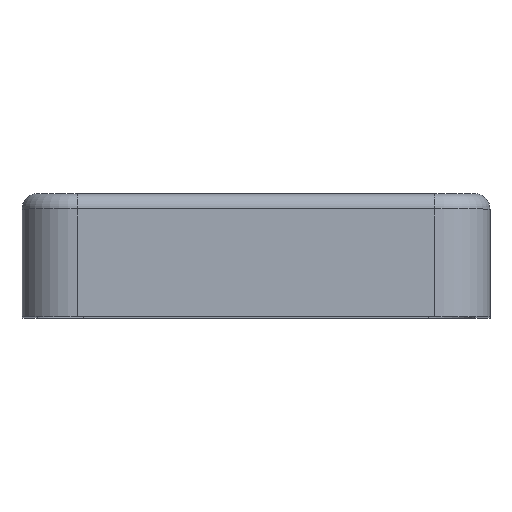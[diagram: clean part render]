
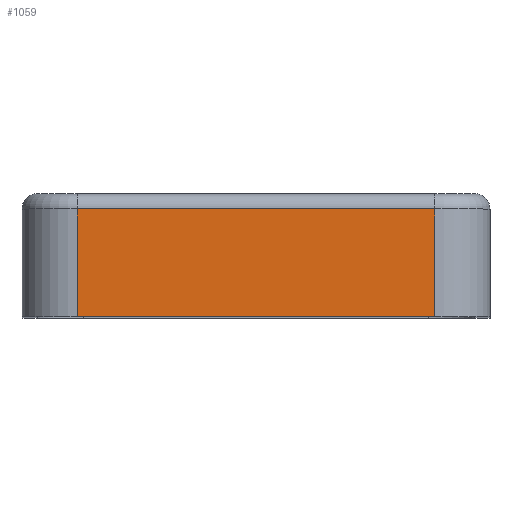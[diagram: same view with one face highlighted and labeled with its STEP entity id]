
A CAD part, top view. The second image highlights one B-rep face of the part: STEP entity #1059.
In plain terms, the highlighted planar face has unit normal (0, 0, 1).
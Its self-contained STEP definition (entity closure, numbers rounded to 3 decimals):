
#70=PLANE('',#1165);
#120=FACE_OUTER_BOUND('',#183,.T.);
#183=EDGE_LOOP('',(#928,#929,#930,#931));
#261=LINE('',#2506,#349);
#266=LINE('',#2526,#354);
#267=LINE('',#2530,#355);
#268=LINE('',#2531,#356);
#349=VECTOR('',#1390,10.);
#354=VECTOR('',#1407,10.);
#355=VECTOR('',#1412,10.);
#356=VECTOR('',#1413,10.);
#505=VERTEX_POINT('',#2503);
#506=VERTEX_POINT('',#2505);
#515=VERTEX_POINT('',#2525);
#516=VERTEX_POINT('',#2529);
#647=EDGE_CURVE('',#505,#506,#261,.T.);
#657=EDGE_CURVE('',#506,#515,#266,.T.);
#659=EDGE_CURVE('',#516,#505,#267,.T.);
#660=EDGE_CURVE('',#516,#515,#268,.T.);
#928=ORIENTED_EDGE('',*,*,#657,.F.);
#929=ORIENTED_EDGE('',*,*,#647,.F.);
#930=ORIENTED_EDGE('',*,*,#659,.F.);
#931=ORIENTED_EDGE('',*,*,#660,.T.);
#1059=ADVANCED_FACE('',(#120),#70,.T.);
#1165=AXIS2_PLACEMENT_3D('',#2528,#1410,#1411);
#1390=DIRECTION('',(-1.,0.,0.));
#1407=DIRECTION('',(0.,1.,0.));
#1410=DIRECTION('center_axis',(0.,0.,1.));
#1411=DIRECTION('ref_axis',(-1.,0.,0.));
#1412=DIRECTION('',(0.,-1.,0.));
#1413=DIRECTION('',(-1.,0.,0.));
#2503=CARTESIAN_POINT('',(5.8,-3.5,15.85));
#2505=CARTESIAN_POINT('',(-5.8,-3.5,15.85));
#2506=CARTESIAN_POINT('',(7.6,-3.5,15.85));
#2525=CARTESIAN_POINT('',(-5.8,0.,15.85));
#2526=CARTESIAN_POINT('',(-5.8,0.,15.85));
#2528=CARTESIAN_POINT('Origin',(7.6,0.,15.85));
#2529=CARTESIAN_POINT('',(5.8,0.,15.85));
#2530=CARTESIAN_POINT('',(5.8,0.,15.85));
#2531=CARTESIAN_POINT('',(7.6,0.,15.85));
